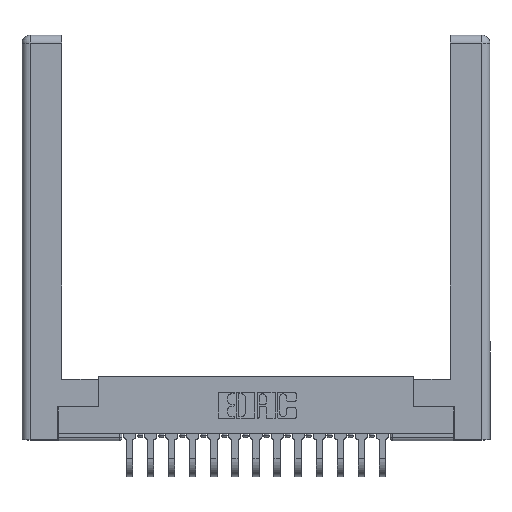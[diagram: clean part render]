
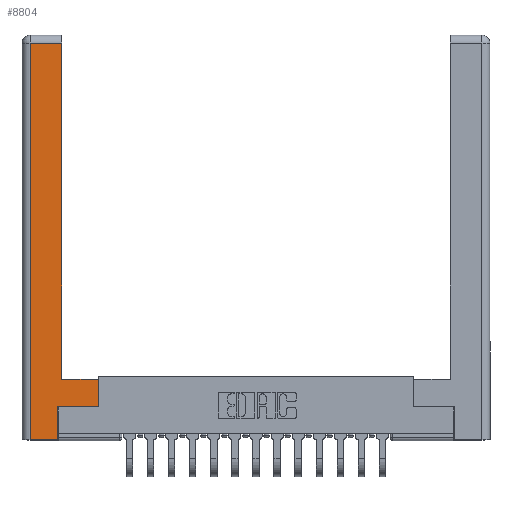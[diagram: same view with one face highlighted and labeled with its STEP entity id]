
A CAD part, top view. The second image highlights one B-rep face of the part: STEP entity #8804.
In plain terms, the highlighted planar face has unit normal (0, 0, 1).
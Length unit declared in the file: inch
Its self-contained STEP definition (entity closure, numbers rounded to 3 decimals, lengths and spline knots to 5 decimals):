
#441 = EDGE_CURVE ( 'NONE', #10887, #7988, #11859, .T. ) ;
#462 = CARTESIAN_POINT ( 'NONE',  ( 0.565, 0.45, 0. ) ) ;
#773 = LINE ( 'NONE', #4755, #10480 ) ;
#915 = CARTESIAN_POINT ( 'NONE',  ( 0.565, 0.245, 0. ) ) ;
#1391 = VECTOR ( 'NONE', #16659, 39.37008 ) ;
#1754 = EDGE_CURVE ( 'NONE', #6719, #4138, #12583, .T. ) ;
#1838 = DIRECTION ( 'NONE',  ( 0., -1., 0. ) ) ;
#2317 = ORIENTED_EDGE ( 'NONE', *, *, #4337, .T. ) ;
#2474 = CARTESIAN_POINT ( 'NONE',  ( 0.295, 3., 0. ) ) ;
#2744 = EDGE_CURVE ( 'NONE', #11371, #6719, #16747, .T. ) ;
#3001 = EDGE_CURVE ( 'NONE', #16511, #11392, #10090, .T. ) ;
#3274 = DIRECTION ( 'NONE',  ( 1., 0., 0. ) ) ;
#3840 = CARTESIAN_POINT ( 'NONE',  ( 0.0615, 0., 0. ) ) ;
#4138 = VERTEX_POINT ( 'NONE', #11743 ) ;
#4323 = AXIS2_PLACEMENT_3D ( 'NONE', #7835, #13363, #10333 ) ;
#4337 = EDGE_CURVE ( 'NONE', #4138, #10887, #7278, .T. ) ;
#4400 = DIRECTION ( 'NONE',  ( -1., 0., 0. ) ) ;
#4481 = CARTESIAN_POINT ( 'NONE',  ( 0.295, 0.45, 0. ) ) ;
#4697 = DIRECTION ( 'NONE',  ( -1., 0., 0. ) ) ;
#4755 = CARTESIAN_POINT ( 'NONE',  ( 0.265, 0.245, 0. ) ) ;
#5086 = VECTOR ( 'NONE', #17266, 39.37008 ) ;
#5150 = VECTOR ( 'NONE', #4697, 39.37008 ) ;
#6719 = VERTEX_POINT ( 'NONE', #915 ) ;
#7167 = ORIENTED_EDGE ( 'NONE', *, *, #16796, .T. ) ;
#7278 = LINE ( 'NONE', #4481, #15254 ) ;
#7548 = EDGE_LOOP ( 'NONE', ( #9150, #7167, #17268, #16095, #16175, #11544, #12156, #2317 ) ) ;
#7694 = CARTESIAN_POINT ( 'NONE',  ( 0.265, 0., 0. ) ) ;
#7835 = CARTESIAN_POINT ( 'NONE',  ( 0., 0., 0. ) ) ;
#7988 = VERTEX_POINT ( 'NONE', #17143 ) ;
#8155 = VECTOR ( 'NONE', #1838, 39.37008 ) ;
#8504 = CARTESIAN_POINT ( 'NONE',  ( 0.265, 0., 0. ) ) ;
#8527 = LINE ( 'NONE', #12539, #8155 ) ;
#8804 = ADVANCED_FACE ( 'NONE', ( #10515 ), #16100, .F. ) ;
#8916 = CARTESIAN_POINT ( 'NONE',  ( 0.0615, 2.94, 0. ) ) ;
#9150 = ORIENTED_EDGE ( 'NONE', *, *, #441, .T. ) ;
#9432 = EDGE_CURVE ( 'NONE', #13300, #16511, #8527, .T. ) ;
#10014 = DIRECTION ( 'NONE',  ( 1., 0., 0. ) ) ;
#10090 = LINE ( 'NONE', #8504, #12053 ) ;
#10333 = DIRECTION ( 'NONE',  ( -1., 0., 0. ) ) ;
#10480 = VECTOR ( 'NONE', #12820, 39.37008 ) ;
#10515 = FACE_OUTER_BOUND ( 'NONE', #7548, .T. ) ;
#10887 = VERTEX_POINT ( 'NONE', #11635 ) ;
#11371 = VERTEX_POINT ( 'NONE', #11875 ) ;
#11392 = VERTEX_POINT ( 'NONE', #7694 ) ;
#11544 = ORIENTED_EDGE ( 'NONE', *, *, #2744, .T. ) ;
#11593 = LINE ( 'NONE', #8916, #5150 ) ;
#11635 = CARTESIAN_POINT ( 'NONE',  ( 0.295, 0.45, 0. ) ) ;
#11743 = CARTESIAN_POINT ( 'NONE',  ( 0.565, 0.45, 0. ) ) ;
#11859 = LINE ( 'NONE', #2474, #5086 ) ;
#11875 = CARTESIAN_POINT ( 'NONE',  ( 0.265, 0.245, 0. ) ) ;
#12053 = VECTOR ( 'NONE', #10014, 39.37008 ) ;
#12156 = ORIENTED_EDGE ( 'NONE', *, *, #1754, .T. ) ;
#12539 = CARTESIAN_POINT ( 'NONE',  ( 0.0615, 0., 0. ) ) ;
#12583 = LINE ( 'NONE', #462, #1391 ) ;
#12820 = DIRECTION ( 'NONE',  ( 0., 1., 0. ) ) ;
#13300 = VERTEX_POINT ( 'NONE', #17131 ) ;
#13363 = DIRECTION ( 'NONE',  ( 0., 0., -1. ) ) ;
#15228 = CARTESIAN_POINT ( 'NONE',  ( 0.565, 0.245, 0. ) ) ;
#15254 = VECTOR ( 'NONE', #4400, 39.37008 ) ;
#15888 = EDGE_CURVE ( 'NONE', #11392, #11371, #773, .T. ) ;
#16095 = ORIENTED_EDGE ( 'NONE', *, *, #3001, .T. ) ;
#16100 = PLANE ( 'NONE',  #4323 ) ;
#16175 = ORIENTED_EDGE ( 'NONE', *, *, #15888, .T. ) ;
#16402 = VECTOR ( 'NONE', #3274, 39.37008 ) ;
#16511 = VERTEX_POINT ( 'NONE', #3840 ) ;
#16659 = DIRECTION ( 'NONE',  ( 0., 1., 0. ) ) ;
#16747 = LINE ( 'NONE', #15228, #16402 ) ;
#16796 = EDGE_CURVE ( 'NONE', #7988, #13300, #11593, .T. ) ;
#17131 = CARTESIAN_POINT ( 'NONE',  ( 0.0615, 2.94, 0. ) ) ;
#17143 = CARTESIAN_POINT ( 'NONE',  ( 0.295, 2.94, 0. ) ) ;
#17266 = DIRECTION ( 'NONE',  ( 0., 1., 0. ) ) ;
#17268 = ORIENTED_EDGE ( 'NONE', *, *, #9432, .T. ) ;
